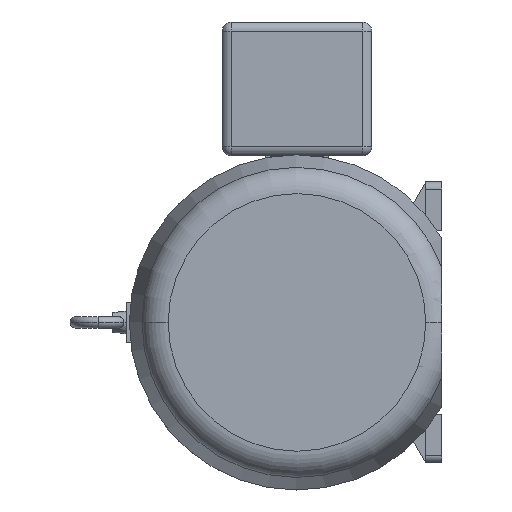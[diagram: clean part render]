
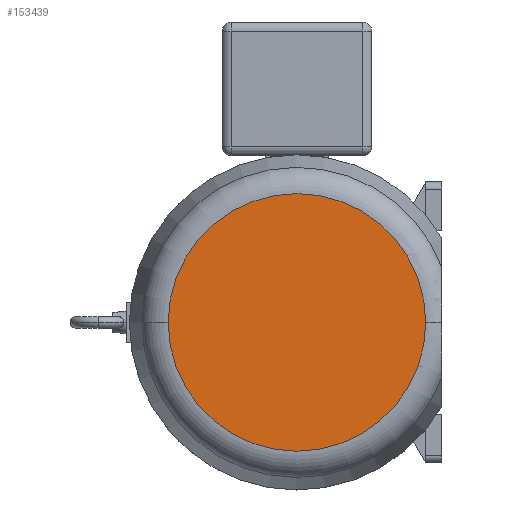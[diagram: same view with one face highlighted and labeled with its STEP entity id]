
A CAD part, left-side view. The second image highlights one B-rep face of the part: STEP entity #153439.
In plain terms, the highlighted planar face has unit normal (-1, 0, 0).
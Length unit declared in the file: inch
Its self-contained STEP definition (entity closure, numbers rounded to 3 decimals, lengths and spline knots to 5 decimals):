
#6457 = EDGE_LOOP ( 'NONE', ( #111657, #118779 ) ) ;
#10196 = AXIS2_PLACEMENT_3D ( 'NONE', #57366, #76529, #41316 ) ;
#22766 = DIRECTION ( 'NONE',  ( 1., 0., 0. ) ) ;
#28119 = CARTESIAN_POINT ( 'NONE',  ( -39.39, 0., 0. ) ) ;
#33408 = VERTEX_POINT ( 'NONE', #104799 ) ;
#41316 = DIRECTION ( 'NONE',  ( 0., -1., 0. ) ) ;
#56922 = DIRECTION ( 'NONE',  ( 0., -1., 0. ) ) ;
#57366 = CARTESIAN_POINT ( 'NONE',  ( -39.39, 0., 0. ) ) ;
#64404 = CIRCLE ( 'NONE', #10196, 7.1076 ) ;
#64579 = EDGE_CURVE ( 'Defeatured_0_46+Defeatured_0_38+Defeatured_0_38+Defeatured_0_38', #33408, #88251, #64404, .T. ) ;
#66510 = EDGE_CURVE ( 'Defeatured_0_46+Defeatured_0_38+Defeatured_0_38+Defeatured_0_38', #88251, #33408, #136546, .T. ) ;
#76529 = DIRECTION ( 'NONE',  ( 1., 0., 0. ) ) ;
#88251 = VERTEX_POINT ( 'NONE', #124204 ) ;
#89430 = AXIS2_PLACEMENT_3D ( 'NONE', #117626, #22766, #149516 ) ;
#101706 = PLANE ( 'NONE',  #89430 ) ;
#104799 = CARTESIAN_POINT ( 'NONE',  ( -39.39, -7.1076, 0. ) ) ;
#111657 = ORIENTED_EDGE ( 'NONE', *, *, #64579, .F. ) ;
#117626 = CARTESIAN_POINT ( 'NONE',  ( -39.39, 7.1076, 0. ) ) ;
#118779 = ORIENTED_EDGE ( 'NONE', *, *, #66510, .F. ) ;
#124204 = CARTESIAN_POINT ( 'NONE',  ( -39.39, 7.1076, 0. ) ) ;
#136546 = CIRCLE ( 'NONE', #150166, 7.1076 ) ;
#149516 = DIRECTION ( 'NONE',  ( 0., -1., 0. ) ) ;
#150166 = AXIS2_PLACEMENT_3D ( 'NONE', #28119, #204802, #56922 ) ;
#152631 = FACE_OUTER_BOUND ( 'NONE', #6457, .T. ) ;
#153439 = ADVANCED_FACE ( 'Defeatured_0_38', ( #152631 ), #101706, .F. ) ;
#204802 = DIRECTION ( 'NONE',  ( 1., 0., 0. ) ) ;
